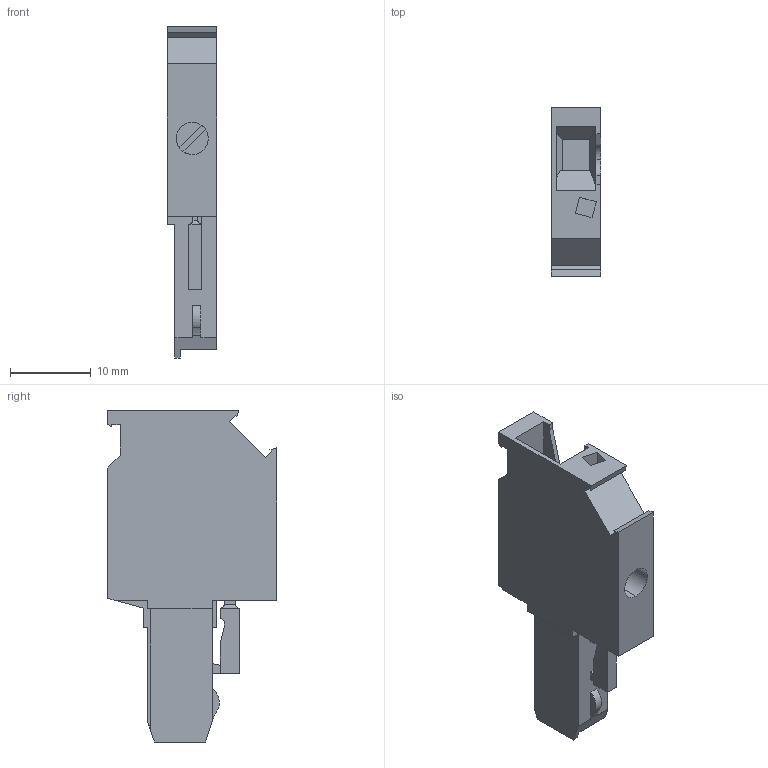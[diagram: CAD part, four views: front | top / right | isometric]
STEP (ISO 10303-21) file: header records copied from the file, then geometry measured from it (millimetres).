
FILE_DESCRIPTION(('Creo Elements/Direct Modeling STEP Export'),'2;1');
FILE_NAME('model.stp','2019-11-20T13:39:28',(''),(''),'Creo Elements/Direct Modeling STEP processor for AP214 (Solid Model)','Creo Elements/Direct Modeling 20.1A 29-Sep-2018 (C) Parametric Technology GmbH','');
FILE_SCHEMA(('AUTOMOTIVE_DESIGN { 1 0 10303 214 1 1 1 1 }'));
Length unit declared in the file: millimetre
Products named in the file (2): UP_4_1_L_GNYE-select
Assembly tree (1 placements, depth 2):
  UP_4_1_L_GNYE-select
    UP_4_1_L_GNYE-select
Bounding box: 6.15 x 21 x 41.17 mm (x, y, z)
Volume: 2824.9 mm3; surface area: 2681 mm2
Topology: 1 solids, 1 shells, 161 faces, 445 edges, 290 vertices
Faces by surface type: plane 122, cylinder 31, bspline 8
Entity records: 8085 total; most frequent: CARTESIAN_POINT 2635, ORIENTED_EDGE 890, DIRECTION 801, EDGE_CURVE 445, VECTOR 361, LINE 361, VERTEX_POINT 290, AXIS2_PLACEMENT_3D 220
